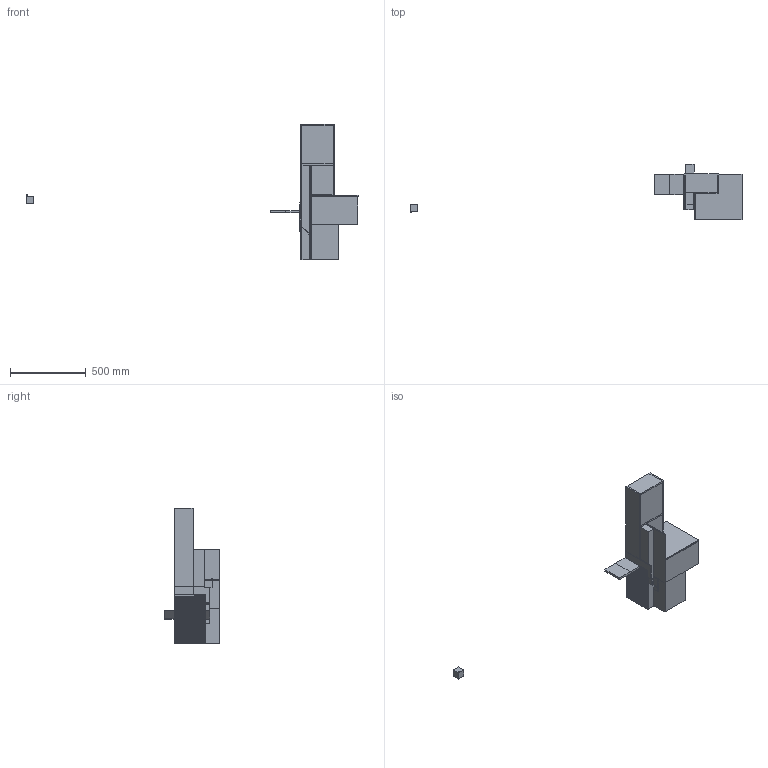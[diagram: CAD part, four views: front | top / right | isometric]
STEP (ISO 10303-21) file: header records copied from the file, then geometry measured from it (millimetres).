
FILE_DESCRIPTION(('STEP AP214'),'1');
FILE_NAME('20.02.17 CAD Einschaliges MW unterkellert-001 A3 Vo.STP','2020-02-19T12:49:54',(' '),(' '),'Spatial InterOp 3D',' ',' ');
FILE_SCHEMA(('automotive_design'));
Length unit declared in the file: millimetre
Products named in the file (108): 3D WÜRFEL; Quader
Bounding box: 2192.24 x 364.55 x 895 mm (x, y, z)
Volume: 45227992.8 mm3; surface area: 2874878.5 mm2
Topology: 108 solids, 108 shells, 658 faces, 1325 edges, 883 vertices
Faces by surface type: plane 658
Entity records: 24495 total; most frequent: CARTESIAN_POINT 2974, DIRECTION 2857, ORIENTED_EDGE 2650, EDGE_CURVE 1325, LINE 1325, VECTOR 1325, VERTEX_POINT 883, STYLED_ITEM 766
